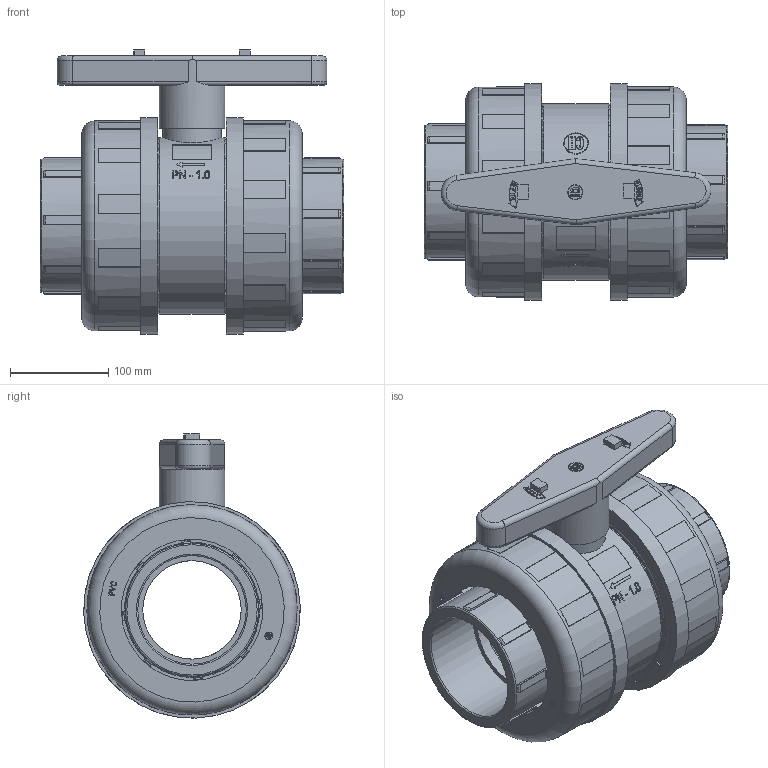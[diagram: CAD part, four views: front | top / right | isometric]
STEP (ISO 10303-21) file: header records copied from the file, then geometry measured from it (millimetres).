
FILE_DESCRIPTION( ( 'Unknown' ), '1' );
FILE_NAME( '1051110.stp', 'Unknown', ( 'Unknown' ), ( 'Unknown' ), 'PSStep 16.0.42', 'Unknown', ' ' );
FILE_SCHEMA( ( 'AUTOMOTIVE_DESIGN { 1 0 10303 214 1 1 1 1 }' ) );
Length unit declared in the file: millimetre
Products named in the file (7): Assem1; Cuerpo v_bola ø 110-125 mm; llave mano de paso ø110; Manguito ø 110; Manguito ø 110-oa0; Tuerca ø110; Tuerca ø110-oa1
Assembly tree (6 placements, depth 2):
  Assem1
    Cuerpo v_bola ø 110-125 mm
    llave mano de paso ø110
    Manguito ø 110
    Manguito ø 110-oa0
    Tuerca ø110
    Tuerca ø110-oa1
Bounding box: 308 x 219.91 x 288.68 mm (x, y, z)
Volume: 4322713.9 mm3; surface area: 802157.5 mm2
Topology: 6 solids, 6 shells, 1116 faces, 2956 edges, 1917 vertices
Faces by surface type: plane 629, cylinder 314, extrusion 60, torus 57, bspline 42, cone 14
Full cylindrical faces by diameter (mm): 7.68 x2, 8 x2, 14.26 x1, 15.5 x1, 24 x1, 25 x1, 40.3 x1, 60 x1, 61.43 x1, 66.69 x1, 100 x2, 108.5 x1, 110.21 x2, 116.5 x1, 121.5 x1, 131.4 x1, 135.21 x2, 136.5 x1, 143.561 x2, 144 x1, 151.7 x1, 164.88 x2, 170 x22, 178.892 x2, 179 x1, 184.316 x14, 202.68 x2, 213.356 x2, 219.916 x2
Entity records: 64372 total; most frequent: CARTESIAN_POINT 29680, ORIENTED_EDGE 5518, DIRECTION 5007, EDGE_CURVE 2759, VERTEX_POINT 1839, VECTOR 1729, LINE 1669, AXIS2_PLACEMENT_3D 1639
